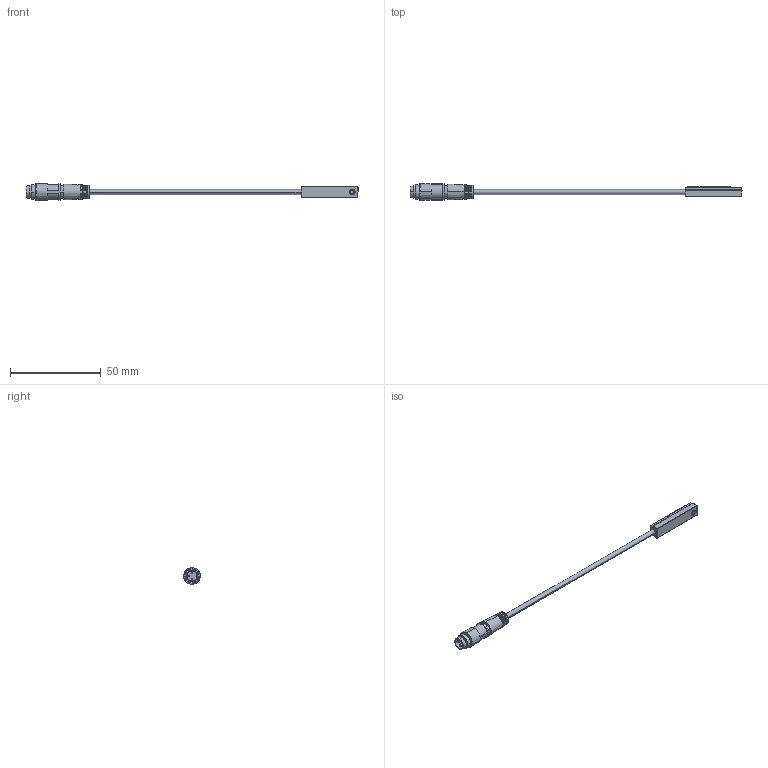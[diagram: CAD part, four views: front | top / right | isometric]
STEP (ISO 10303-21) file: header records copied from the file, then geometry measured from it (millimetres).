
FILE_DESCRIPTION (( 'STEP AP214' ), '1' );
FILE_NAME ('CPS9T-AP-F.STEP', '2017-04-26T12:29:24', ( '' ), ( '' ), 'SwSTEP 2.0', 'SolidWorks 2017', '' );
FILE_SCHEMA (( 'AUTOMOTIVE_DESIGN' ));
Length unit declared in the file: inch
Products named in the file (1): CPS9T-AP-F
Bounding box: 182.94 x 9.22 x 9.22 mm (x, y, z)
Volume: 3356.7 mm3; surface area: 3399.8 mm2
Topology: 2 solids, 2 shells, 227 faces, 589 edges, 364 vertices
Faces by surface type: plane 113, cylinder 64, bspline 38, cone 6, torus 6
Entity records: 8494 total; most frequent: CARTESIAN_POINT 2005, DIRECTION 1168, ORIENTED_EDGE 1130, EDGE_CURVE 565, AXIS2_PLACEMENT_3D 445, VERTEX_POINT 364, VECTOR 278, LINE 278
